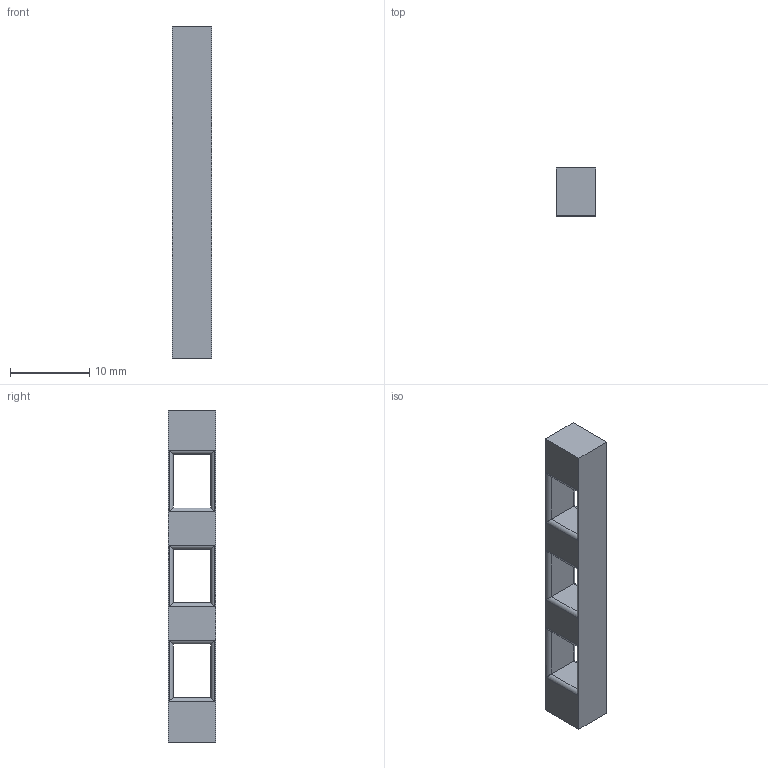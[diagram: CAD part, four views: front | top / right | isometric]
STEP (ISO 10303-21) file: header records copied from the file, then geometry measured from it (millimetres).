
FILE_DESCRIPTION(/* description */ (''),/* implementation_level */ '2;1');
FILE_NAME(/* name */ 'WeaponMountMortisTest.ipt.step',/* time_stamp */ '2024-02-28T22:21:16-06:00',/* author */ ('smz3rm'),/* organization */ (''),/* preprocessor_version */ 'ST-DEVELOPER v18',/* originating_system */ 'Autodesk Inventor 2020',/* authorisation */ '');
FILE_SCHEMA (('AUTOMOTIVE_DESIGN { 1 0 10303 214 3 1 1 }'));
Length unit declared in the file: millimetre
Products named in the file (1): WeaponMountMortisTest
Bounding box: 5 x 6 x 42 mm (x, y, z)
Volume: 762.6 mm3; surface area: 1107.1 mm2
Topology: 1 solids, 1 shells, 42 faces, 96 edges, 56 vertices
Faces by surface type: cylinder 24, plane 18
Entity records: 1205 total; most frequent: DIRECTION 206, CARTESIAN_POINT 195, ORIENTED_EDGE 192, EDGE_CURVE 96, LINE 72, VECTOR 72, AXIS2_PLACEMENT_3D 67, VERTEX_POINT 56
